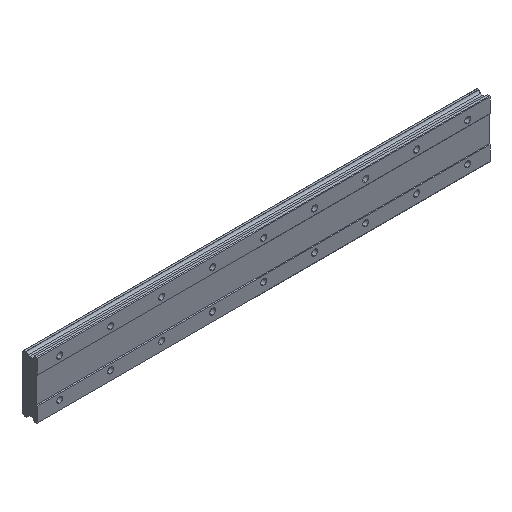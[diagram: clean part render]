
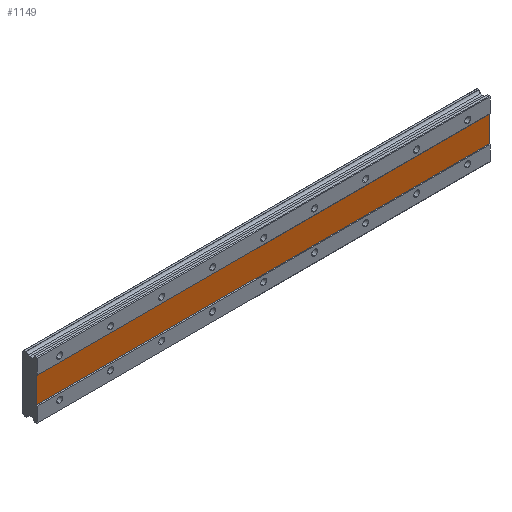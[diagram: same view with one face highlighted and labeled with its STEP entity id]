
A CAD part, isometric view. The second image highlights one B-rep face of the part: STEP entity #1149.
In plain terms, the highlighted planar face has unit normal (0, -1, 0).
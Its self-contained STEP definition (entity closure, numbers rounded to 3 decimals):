
#165 = DIRECTION ( 'NONE',  ( 0., 0., 1. ) ) ;
#198 = CARTESIAN_POINT ( 'NONE',  ( 675., 1., -20. ) ) ;
#289 = VERTEX_POINT ( 'NONE', #823 ) ;
#405 = DIRECTION ( 'NONE',  ( 1., 0., 0. ) ) ;
#476 = LINE ( 'NONE', #198, #3708 ) ;
#777 = EDGE_CURVE ( 'NONE', #1076, #289, #864, .T. ) ;
#823 = CARTESIAN_POINT ( 'NONE',  ( -35., 1., -20. ) ) ;
#864 = LINE ( 'NONE', #1800, #3694 ) ;
#924 = DIRECTION ( 'NONE',  ( 0., 0., -1. ) ) ;
#935 = VERTEX_POINT ( 'NONE', #1929 ) ;
#1076 = VERTEX_POINT ( 'NONE', #3540 ) ;
#1149 = ADVANCED_FACE ( 'NONE', ( #1360 ), #2668, .F. ) ;
#1299 = VERTEX_POINT ( 'NONE', #3555 ) ;
#1311 = DIRECTION ( 'NONE',  ( 0., 0., -1. ) ) ;
#1360 = FACE_OUTER_BOUND ( 'NONE', #2889, .T. ) ;
#1392 = EDGE_CURVE ( 'NONE', #1299, #289, #476, .T. ) ;
#1577 = ORIENTED_EDGE ( 'NONE', *, *, #1392, .F. ) ;
#1620 = LINE ( 'NONE', #2849, #1880 ) ;
#1716 = EDGE_CURVE ( 'NONE', #1076, #935, #3479, .T. ) ;
#1800 = CARTESIAN_POINT ( 'NONE',  ( -35., 1., 44.91 ) ) ;
#1880 = VECTOR ( 'NONE', #1311, 1000. ) ;
#1929 = CARTESIAN_POINT ( 'NONE',  ( 675., 1., 20. ) ) ;
#1994 = ORIENTED_EDGE ( 'NONE', *, *, #2973, .F. ) ;
#2059 = AXIS2_PLACEMENT_3D ( 'NONE', #2580, #3855, #165 ) ;
#2194 = ORIENTED_EDGE ( 'NONE', *, *, #1716, .F. ) ;
#2580 = CARTESIAN_POINT ( 'NONE',  ( 675., 1., 20. ) ) ;
#2668 = PLANE ( 'NONE',  #2059 ) ;
#2849 = CARTESIAN_POINT ( 'NONE',  ( 675., 1., 44.91 ) ) ;
#2889 = EDGE_LOOP ( 'NONE', ( #1577, #1994, #2194, #3864 ) ) ;
#2973 = EDGE_CURVE ( 'NONE', #935, #1299, #1620, .T. ) ;
#3127 = CARTESIAN_POINT ( 'NONE',  ( 675., 1., 20. ) ) ;
#3479 = LINE ( 'NONE', #3127, #3772 ) ;
#3540 = CARTESIAN_POINT ( 'NONE',  ( -35., 1., 20. ) ) ;
#3555 = CARTESIAN_POINT ( 'NONE',  ( 675., 1., -20. ) ) ;
#3694 = VECTOR ( 'NONE', #924, 1000. ) ;
#3708 = VECTOR ( 'NONE', #3825, 1000. ) ;
#3772 = VECTOR ( 'NONE', #405, 1000. ) ;
#3825 = DIRECTION ( 'NONE',  ( -1., 0., 0. ) ) ;
#3855 = DIRECTION ( 'NONE',  ( 0., 1., 0. ) ) ;
#3864 = ORIENTED_EDGE ( 'NONE', *, *, #777, .T. ) ;
